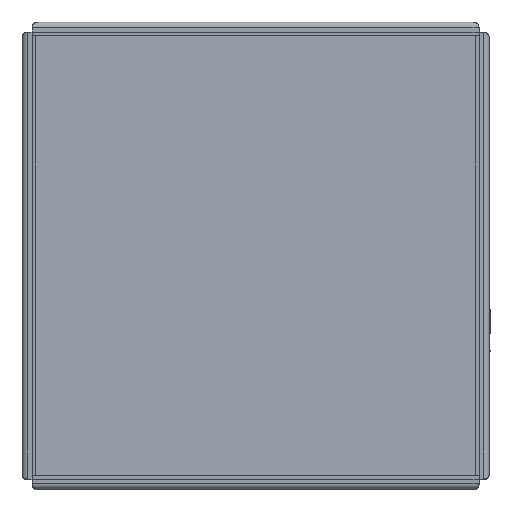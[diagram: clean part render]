
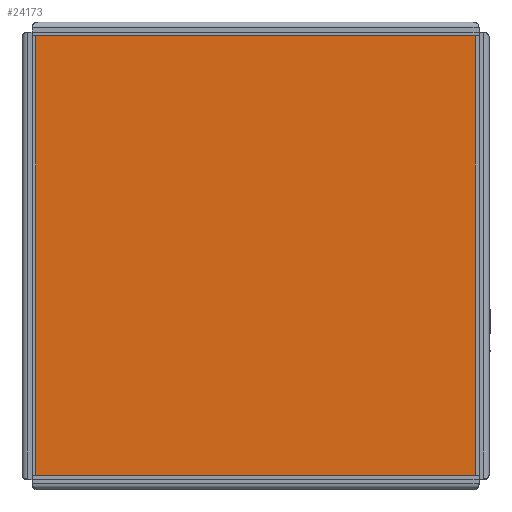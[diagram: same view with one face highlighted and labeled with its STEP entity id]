
A CAD part, top view. The second image highlights one B-rep face of the part: STEP entity #24173.
In plain terms, the highlighted planar face has unit normal (0, 0, 1).
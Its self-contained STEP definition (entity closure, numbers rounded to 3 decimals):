
#1743 = DIRECTION ( 'NONE',  ( 0., 1., 0. ) ) ;
#3823 = CARTESIAN_POINT ( 'NONE',  ( 600., -600., 2.5 ) ) ;
#4364 = VECTOR ( 'NONE', #26620, 1000. ) ;
#4551 = ORIENTED_EDGE ( 'NONE', *, *, #10923, .T. ) ;
#5283 = VECTOR ( 'NONE', #9204, 1000. ) ;
#5395 = EDGE_CURVE ( 'NONE', #22576, #10554, #18018, .T. ) ;
#5464 = CARTESIAN_POINT ( 'NONE',  ( 0., 0., 2.5 ) ) ;
#7417 = CARTESIAN_POINT ( 'NONE',  ( -600., -600., 2.5 ) ) ;
#7625 = VERTEX_POINT ( 'NONE', #25260 ) ;
#7641 = ORIENTED_EDGE ( 'NONE', *, *, #16098, .T. ) ;
#8256 = EDGE_CURVE ( 'NONE', #12499, #7625, #23850, .T. ) ;
#9204 = DIRECTION ( 'NONE',  ( -1., 0., 0. ) ) ;
#9733 = CARTESIAN_POINT ( 'NONE',  ( -600., -600., 2.5 ) ) ;
#9844 = ORIENTED_EDGE ( 'NONE', *, *, #8256, .T. ) ;
#10554 = VERTEX_POINT ( 'NONE', #14013 ) ;
#10923 = EDGE_CURVE ( 'NONE', #7625, #22576, #24655, .T. ) ;
#11598 = DIRECTION ( 'NONE',  ( 1., 0., 0. ) ) ;
#12499 = VERTEX_POINT ( 'NONE', #16823 ) ;
#13698 = PLANE ( 'NONE',  #25087 ) ;
#14013 = CARTESIAN_POINT ( 'NONE',  ( 600., -600., 2.5 ) ) ;
#14560 = LINE ( 'NONE', #3823, #19210 ) ;
#16098 = EDGE_CURVE ( 'NONE', #10554, #12499, #14560, .T. ) ;
#16337 = DIRECTION ( 'NONE',  ( 0., 0., -1. ) ) ;
#16823 = CARTESIAN_POINT ( 'NONE',  ( 600., 600., 2.5 ) ) ;
#18018 = LINE ( 'NONE', #7417, #20382 ) ;
#18263 = CARTESIAN_POINT ( 'NONE',  ( -600., -600., 2.5 ) ) ;
#18444 = FACE_OUTER_BOUND ( 'NONE', #27459, .T. ) ;
#19210 = VECTOR ( 'NONE', #1743, 1000. ) ;
#20382 = VECTOR ( 'NONE', #11598, 1000. ) ;
#21897 = CARTESIAN_POINT ( 'NONE',  ( -600., 600., 2.5 ) ) ;
#22210 = DIRECTION ( 'NONE',  ( -1., 0., 0. ) ) ;
#22576 = VERTEX_POINT ( 'NONE', #18263 ) ;
#22860 = ORIENTED_EDGE ( 'NONE', *, *, #5395, .T. ) ;
#23850 = LINE ( 'NONE', #21897, #5283 ) ;
#24173 = ADVANCED_FACE ( 'NONE', ( #18444 ), #13698, .F. ) ;
#24655 = LINE ( 'NONE', #9733, #4364 ) ;
#25087 = AXIS2_PLACEMENT_3D ( 'NONE', #5464, #16337, #22210 ) ;
#25260 = CARTESIAN_POINT ( 'NONE',  ( -600., 600., 2.5 ) ) ;
#26620 = DIRECTION ( 'NONE',  ( 0., -1., 0. ) ) ;
#27459 = EDGE_LOOP ( 'NONE', ( #7641, #9844, #4551, #22860 ) ) ;
